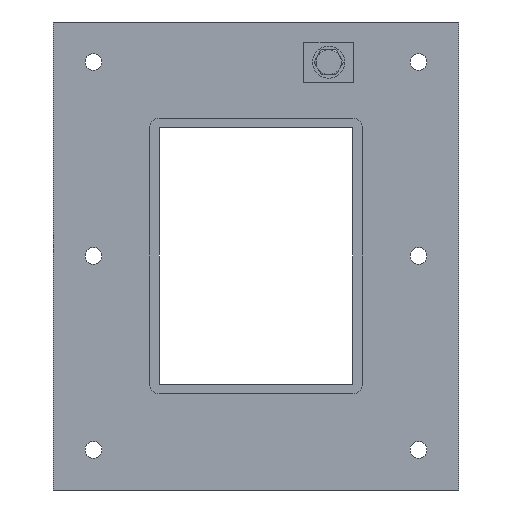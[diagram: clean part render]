
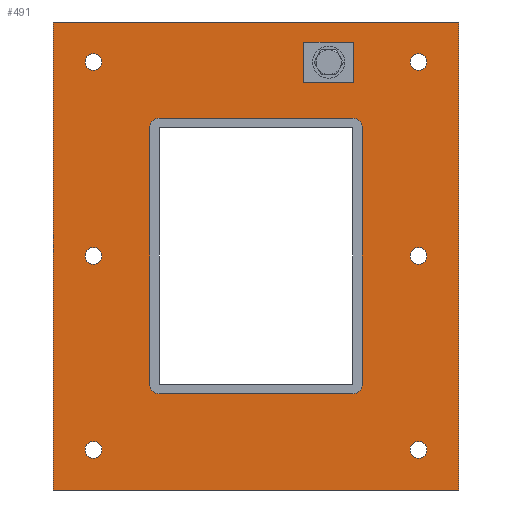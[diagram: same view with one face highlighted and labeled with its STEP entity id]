
A CAD part, front view. The second image highlights one B-rep face of the part: STEP entity #491.
In plain terms, the highlighted planar face has unit normal (0, -1, 0).
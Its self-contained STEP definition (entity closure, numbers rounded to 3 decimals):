
#84=CARTESIAN_POINT('',(-96.,0.0,-120.75));
#85=VERTEX_POINT('',#84);
#86=CARTESIAN_POINT('',(-101.25,0.0,-120.75));
#87=DIRECTION('',(0.0,1.0,0.0));
#88=DIRECTION('',(1.0,0.0,0.0));
#89=AXIS2_PLACEMENT_3D('',#86,#87,#88);
#90=CIRCLE('',#89,5.25);
#91=EDGE_CURVE('',#85,#85,#90,.T.);
#112=CARTESIAN_POINT('',(106.5,0.0,0.05));
#113=VERTEX_POINT('',#112);
#114=CARTESIAN_POINT('',(101.25,0.0,0.05));
#115=DIRECTION('',(0.0,1.0,0.0));
#116=DIRECTION('',(1.0,0.0,0.0));
#117=AXIS2_PLACEMENT_3D('',#114,#115,#116);
#118=CIRCLE('',#117,5.25);
#119=EDGE_CURVE('',#113,#113,#118,.T.);
#140=CARTESIAN_POINT('',(-96.,0.0,0.05));
#141=VERTEX_POINT('',#140);
#142=CARTESIAN_POINT('',(-101.25,0.0,0.05));
#143=DIRECTION('',(0.0,1.0,0.0));
#144=DIRECTION('',(1.0,0.0,0.0));
#145=AXIS2_PLACEMENT_3D('',#142,#143,#144);
#146=CIRCLE('',#145,5.25);
#147=EDGE_CURVE('',#141,#141,#146,.T.);
#168=CARTESIAN_POINT('',(106.5,0.0,-120.75));
#169=VERTEX_POINT('',#168);
#170=CARTESIAN_POINT('',(101.25,0.0,-120.75));
#171=DIRECTION('',(0.0,1.0,0.0));
#172=DIRECTION('',(1.0,0.0,0.0));
#173=AXIS2_PLACEMENT_3D('',#170,#171,#172);
#174=CIRCLE('',#173,5.25);
#175=EDGE_CURVE('',#169,#169,#174,.T.);
#196=CARTESIAN_POINT('',(-96.,0.0,120.85));
#197=VERTEX_POINT('',#196);
#198=CARTESIAN_POINT('',(-101.25,0.0,120.85));
#199=DIRECTION('',(0.0,1.0,0.0));
#200=DIRECTION('',(1.0,0.0,0.0));
#201=AXIS2_PLACEMENT_3D('',#198,#199,#200);
#202=CIRCLE('',#201,5.25);
#203=EDGE_CURVE('',#197,#197,#202,.T.);
#224=CARTESIAN_POINT('',(106.5,0.0,120.85));
#225=VERTEX_POINT('',#224);
#226=CARTESIAN_POINT('',(101.25,0.0,120.85));
#227=DIRECTION('',(0.0,1.0,0.0));
#228=DIRECTION('',(1.0,0.0,0.0));
#229=AXIS2_PLACEMENT_3D('',#226,#227,#228);
#230=CIRCLE('',#229,5.25);
#231=EDGE_CURVE('',#225,#225,#230,.T.);
#364=CARTESIAN_POINT('',(0.0,0.0,0.));
#365=DIRECTION('',(0.0,1.0,0.0));
#366=DIRECTION('',(0.0,0.0,1.0));
#367=AXIS2_PLACEMENT_3D('',#364,#365,#366);
#368=PLANE('',#367);
#369=CARTESIAN_POINT('',(-126.25,0.0,145.75));
#370=VERTEX_POINT('',#369);
#371=CARTESIAN_POINT('',(126.25,0.0,145.75));
#372=VERTEX_POINT('',#371);
#373=CARTESIAN_POINT('',(-126.25,0.0,145.75));
#374=DIRECTION('',(1.0,0.0,0.0));
#375=VECTOR('',#374,252.5);
#376=LINE('',#373,#375);
#377=EDGE_CURVE('',#370,#372,#376,.T.);
#378=ORIENTED_EDGE('',*,*,#377,.F.);
#379=CARTESIAN_POINT('',(-126.25,0.0,-145.75));
#380=VERTEX_POINT('',#379);
#381=CARTESIAN_POINT('',(-126.25,0.0,-145.75));
#382=DIRECTION('',(0.0,0.0,1.0));
#383=VECTOR('',#382,291.5);
#384=LINE('',#381,#383);
#385=EDGE_CURVE('',#380,#370,#384,.T.);
#386=ORIENTED_EDGE('',*,*,#385,.F.);
#387=CARTESIAN_POINT('',(126.25,0.0,-145.75));
#388=VERTEX_POINT('',#387);
#389=CARTESIAN_POINT('',(126.25,0.0,-145.75));
#390=DIRECTION('',(-1.0,0.0,0.0));
#391=VECTOR('',#390,252.5);
#392=LINE('',#389,#391);
#393=EDGE_CURVE('',#388,#380,#392,.T.);
#394=ORIENTED_EDGE('',*,*,#393,.F.);
#395=CARTESIAN_POINT('',(126.25,0.0,145.75));
#396=DIRECTION('',(0.0,0.0,-1.0));
#397=VECTOR('',#396,291.5);
#398=LINE('',#395,#397);
#399=EDGE_CURVE('',#372,#388,#398,.T.);
#400=ORIENTED_EDGE('',*,*,#399,.F.);
#401=EDGE_LOOP('',(#378,#386,#394,#400));
#402=FACE_OUTER_BOUND('',#401,.T.);
#403=ORIENTED_EDGE('',*,*,#91,.T.);
#404=EDGE_LOOP('',(#403));
#405=FACE_BOUND('',#404,.T.);
#406=ORIENTED_EDGE('',*,*,#119,.T.);
#407=EDGE_LOOP('',(#406));
#408=FACE_BOUND('',#407,.T.);
#409=ORIENTED_EDGE('',*,*,#147,.T.);
#410=EDGE_LOOP('',(#409));
#411=FACE_BOUND('',#410,.T.);
#412=ORIENTED_EDGE('',*,*,#175,.T.);
#413=EDGE_LOOP('',(#412));
#414=FACE_BOUND('',#413,.T.);
#415=ORIENTED_EDGE('',*,*,#203,.T.);
#416=EDGE_LOOP('',(#415));
#417=FACE_BOUND('',#416,.T.);
#418=ORIENTED_EDGE('',*,*,#231,.T.);
#419=EDGE_LOOP('',(#418));
#420=FACE_BOUND('',#419,.T.);
#421=CARTESIAN_POINT('',(-60.25,0.0,85.75));
#422=VERTEX_POINT('',#421);
#423=CARTESIAN_POINT('',(-66.25,0.0,79.75));
#424=VERTEX_POINT('',#423);
#425=CARTESIAN_POINT('',(-60.25,0.0,79.75));
#426=DIRECTION('',(0.0,-1.0,0.0));
#427=DIRECTION('',(-0.707,0.0,0.707));
#428=AXIS2_PLACEMENT_3D('',#425,#426,#427);
#429=CIRCLE('',#428,6.0);
#430=EDGE_CURVE('',#422,#424,#429,.T.);
#431=ORIENTED_EDGE('',*,*,#430,.F.);
#432=CARTESIAN_POINT('',(60.25,0.0,85.75));
#433=VERTEX_POINT('',#432);
#434=CARTESIAN_POINT('',(60.25,0.0,85.75));
#435=DIRECTION('',(-1.0,0.0,0.0));
#436=VECTOR('',#435,120.5);
#437=LINE('',#434,#436);
#438=EDGE_CURVE('',#433,#422,#437,.T.);
#439=ORIENTED_EDGE('',*,*,#438,.F.);
#440=CARTESIAN_POINT('',(66.25,0.0,79.75));
#441=VERTEX_POINT('',#440);
#442=CARTESIAN_POINT('',(60.25,0.0,79.75));
#443=DIRECTION('',(0.0,-1.0,0.0));
#444=DIRECTION('',(0.707,0.0,0.707));
#445=AXIS2_PLACEMENT_3D('',#442,#443,#444);
#446=CIRCLE('',#445,6.0);
#447=EDGE_CURVE('',#441,#433,#446,.T.);
#448=ORIENTED_EDGE('',*,*,#447,.F.);
#449=CARTESIAN_POINT('',(66.25,0.0,-79.75));
#450=VERTEX_POINT('',#449);
#451=CARTESIAN_POINT('',(66.25,0.0,-79.75));
#452=DIRECTION('',(0.0,0.0,1.0));
#453=VECTOR('',#452,159.5);
#454=LINE('',#451,#453);
#455=EDGE_CURVE('',#450,#441,#454,.T.);
#456=ORIENTED_EDGE('',*,*,#455,.F.);
#457=CARTESIAN_POINT('',(60.25,0.0,-85.75));
#458=VERTEX_POINT('',#457);
#459=CARTESIAN_POINT('',(60.25,0.0,-79.75));
#460=DIRECTION('',(0.0,-1.0,0.0));
#461=DIRECTION('',(0.707,0.0,-0.707));
#462=AXIS2_PLACEMENT_3D('',#459,#460,#461);
#463=CIRCLE('',#462,6.0);
#464=EDGE_CURVE('',#458,#450,#463,.T.);
#465=ORIENTED_EDGE('',*,*,#464,.F.);
#466=CARTESIAN_POINT('',(-60.25,0.0,-85.75));
#467=VERTEX_POINT('',#466);
#468=CARTESIAN_POINT('',(-60.25,0.0,-85.75));
#469=DIRECTION('',(1.0,0.0,0.0));
#470=VECTOR('',#469,120.5);
#471=LINE('',#468,#470);
#472=EDGE_CURVE('',#467,#458,#471,.T.);
#473=ORIENTED_EDGE('',*,*,#472,.F.);
#474=CARTESIAN_POINT('',(-66.25,0.0,-79.75));
#475=VERTEX_POINT('',#474);
#476=CARTESIAN_POINT('',(-60.25,0.0,-79.75));
#477=DIRECTION('',(0.0,-1.0,0.0));
#478=DIRECTION('',(-0.707,0.0,-0.707));
#479=AXIS2_PLACEMENT_3D('',#476,#477,#478);
#480=CIRCLE('',#479,6.0);
#481=EDGE_CURVE('',#475,#467,#480,.T.);
#482=ORIENTED_EDGE('',*,*,#481,.F.);
#483=CARTESIAN_POINT('',(-66.25,0.0,79.75));
#484=DIRECTION('',(0.0,0.0,-1.0));
#485=VECTOR('',#484,159.5);
#486=LINE('',#483,#485);
#487=EDGE_CURVE('',#424,#475,#486,.T.);
#488=ORIENTED_EDGE('',*,*,#487,.F.);
#489=EDGE_LOOP('',(#431,#439,#448,#456,#465,#473,#482,#488));
#490=FACE_BOUND('',#489,.T.);
#491=ADVANCED_FACE('',(#402,#405,#408,#411,#414,#417,#420,#490),#368,.F.);
